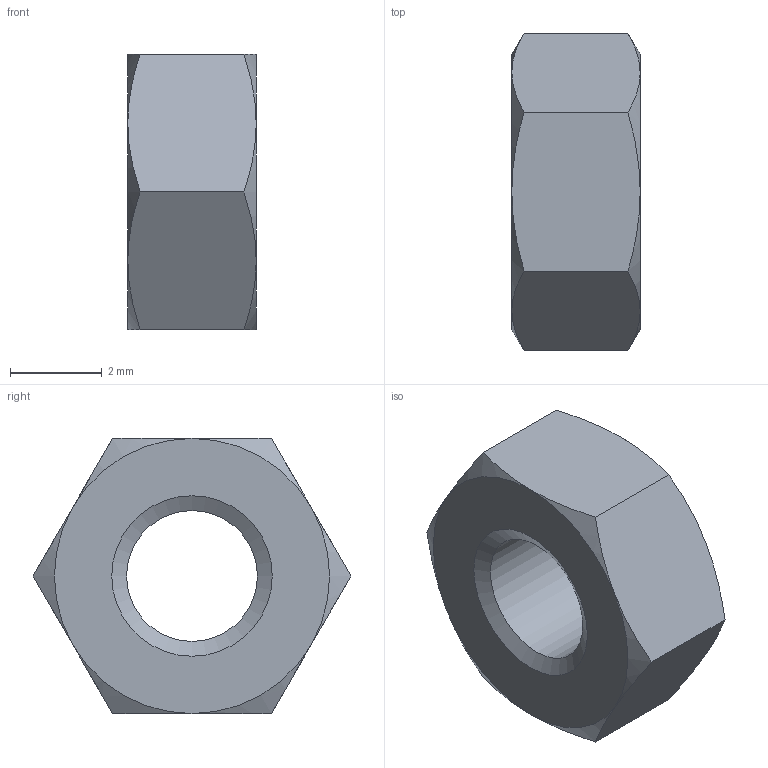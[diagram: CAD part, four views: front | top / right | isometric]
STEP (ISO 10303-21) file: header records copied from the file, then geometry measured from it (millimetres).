
FILE_DESCRIPTION(/* description */ ('Tuercas hexagonales ISO métricas, incluidas tuercas delgadas, tuercas ranuradas y tuercas entalladas'),/* implementation_level */ '2;1');
FILE_NAME(/* name */ 'tuerca placa circuito.stp',/* time_stamp */ '2015-11-28T16:08:33-05:00',/* author */ ('user'),/* organization */ (''),/* preprocessor_version */ 'ST-DEVELOPER v15.6',/* originating_system */ 'Autodesk Inventor 2015',/* authorisation */ '');
FILE_SCHEMA (('AUTOMOTIVE_DESIGN { 1 0 10303 214 3 1 1 }'));
Length unit declared in the file: millimetre
Products named in the file (2): AS 1112 - M3.5  Tipo 10; Ensamblaje2
Bounding box: 2.8 x 6.93 x 6 mm (x, y, z)
Volume: 68.4 mm3; surface area: 127.6 mm2
Topology: 1 solids, 1 shells, 23 faces, 50 edges, 29 vertices
Faces by surface type: cone 14, plane 8, cylinder 1
Full cylindrical faces by diameter (mm): 2.85 x1
Entity records: 616 total; most frequent: CARTESIAN_POINT 148, ORIENTED_EDGE 92, DIRECTION 90, EDGE_CURVE 46, AXIS2_PLACEMENT_3D 42, EDGE_LOOP 28, VERTEX_POINT 28, FACE_OUTER_BOUND 23
